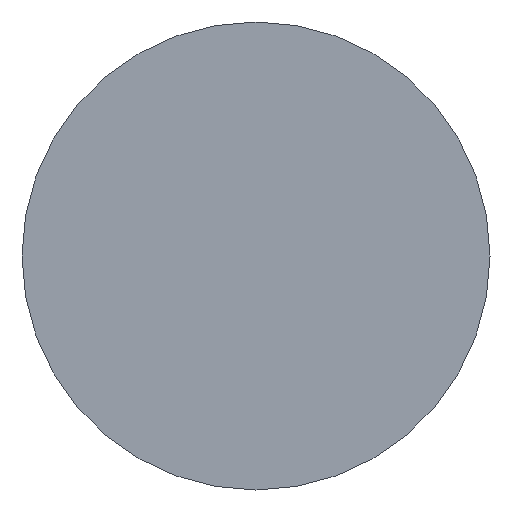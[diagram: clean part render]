
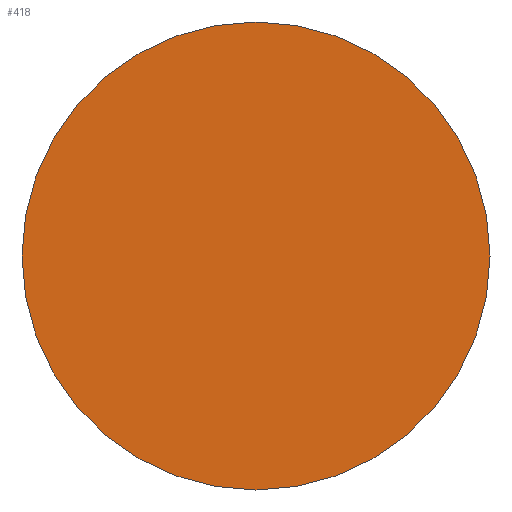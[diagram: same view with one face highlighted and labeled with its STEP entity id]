
A CAD part, front view. The second image highlights one B-rep face of the part: STEP entity #418.
In plain terms, the highlighted planar face has unit normal (0, -1, 0).
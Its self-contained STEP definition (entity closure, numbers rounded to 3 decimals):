
#139=CARTESIAN_POINT('',(0.,-24.,0.));
#140=DIRECTION('',(0.,-1.,0.));
#141=DIRECTION('',(-1.,0.,0.));
#142=AXIS2_PLACEMENT_3D('',#139,#140,#141);
#144=CARTESIAN_POINT('',(0.,-24.,0.));
#145=DIRECTION('',(0.,-1.,0.));
#146=DIRECTION('',(1.,0.,0.));
#147=AXIS2_PLACEMENT_3D('',#144,#145,#146);
#153=CARTESIAN_POINT('',(-10.,-24.,0.));
#154=CARTESIAN_POINT('',(10.,-24.,0.));
#155=VERTEX_POINT('',#153);
#156=VERTEX_POINT('',#154);
#409=CARTESIAN_POINT('',(0.,-24.,0.));
#410=DIRECTION('',(0.,-1.,0.));
#411=DIRECTION('',(-1.,0.,0.));
#412=AXIS2_PLACEMENT_3D('',#409,#410,#411);
#413=PLANE('',#412);
#414=ORIENTED_EDGE('',*,*,#389,.F.);
#415=ORIENTED_EDGE('',*,*,#403,.F.);
#416=EDGE_LOOP('',(#414,#415));
#417=FACE_OUTER_BOUND('',#416,.F.);
#418=ADVANCED_FACE('',(#417),#413,.T.);
#143=CIRCLE('',#142,10.);
#148=CIRCLE('',#147,10.);
#389=EDGE_CURVE('',#155,#156,#143,.T.);
#403=EDGE_CURVE('',#156,#155,#148,.T.);
